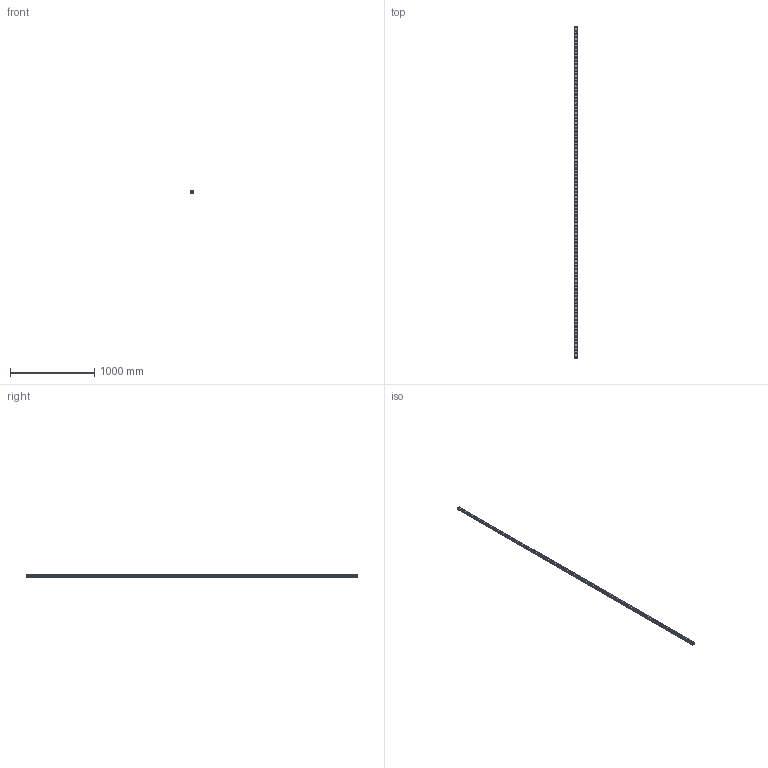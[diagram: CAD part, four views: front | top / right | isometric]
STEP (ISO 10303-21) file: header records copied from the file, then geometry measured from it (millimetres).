
FILE_DESCRIPTION(('STEP AP214'),'1');
FILE_NAME('cctmp_0C5F49C6-8273-421E-9539-186ED58F8929_2021_03_11_13_36_09_0730..stp','2021-03-11T12:36:10',('HIWIN GmbH'),('CADClick - www.CADClick.com'),'Spatial InterOp 3D',' ','unknown authorization');
FILE_SCHEMA(('AUTOMOTIVE_DESIGN'));
Length unit declared in the file: millimetre
Products named in the file (3): cc_unnamed; RGR30R3950H_FILE_1; RGR30R3950H_FILE
Assembly tree (2 placements, depth 2):
  cc_unnamed
    RGR30R3950H_FILE_1
    RGR30R3950H_FILE
Bounding box: 28 x 3950 x 28 mm (x, y, z)
Volume: 2266092.5 mm3; surface area: 587007.5 mm2
Topology: 2 solids, 2 shells, 1121 faces, 2436 edges, 1624 vertices
Faces by surface type: cylinder 630, plane 491
Entity records: 40198 total; most frequent: DIRECTION 5944, CARTESIAN_POINT 5184, ORIENTED_EDGE 4872, EDGE_CURVE 2436, AXIS2_PLACEMENT_3D 2384, VERTEX_POINT 1624, EDGE_LOOP 1426, CIRCLE 1260
